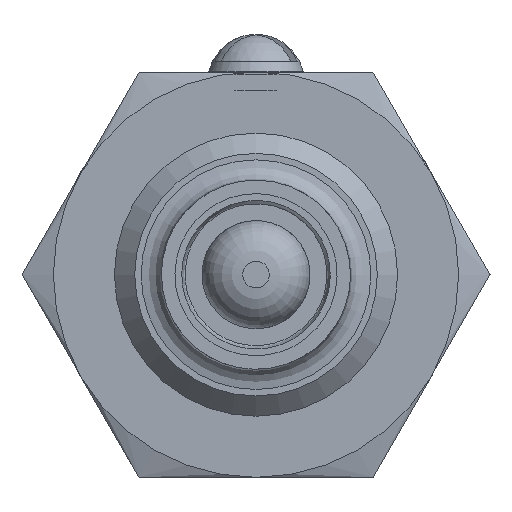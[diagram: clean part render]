
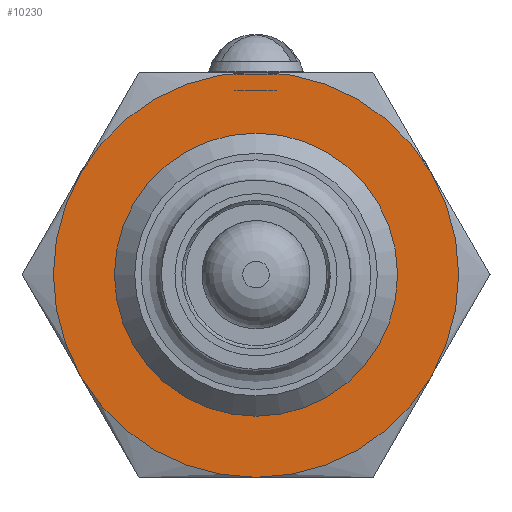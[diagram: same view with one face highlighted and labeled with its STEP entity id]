
A CAD part, left-side view. The second image highlights one B-rep face of the part: STEP entity #10230.
In plain terms, the highlighted planar face has unit normal (-1, 0, 0).
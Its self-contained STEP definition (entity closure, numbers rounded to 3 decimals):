
#663=CIRCLE('',#10994,10.);
#666=CIRCLE('',#11006,15.);
#667=CIRCLE('',#11007,15.);
#668=CIRCLE('',#11008,15.);
#669=CIRCLE('',#11009,15.);
#670=CIRCLE('',#11010,15.);
#671=CIRCLE('',#11011,15.);
#1892=ORIENTED_EDGE('',*,*,#3570,.T.);
#1893=ORIENTED_EDGE('',*,*,#3597,.F.);
#1894=ORIENTED_EDGE('',*,*,#3598,.F.);
#1895=ORIENTED_EDGE('',*,*,#3599,.F.);
#1896=ORIENTED_EDGE('',*,*,#3600,.F.);
#1897=ORIENTED_EDGE('',*,*,#3601,.F.);
#1898=ORIENTED_EDGE('',*,*,#3602,.F.);
#3570=EDGE_CURVE('',#4441,#4441,#663,.T.);
#3597=EDGE_CURVE('',#4450,#4454,#666,.T.);
#3598=EDGE_CURVE('',#4445,#4450,#667,.T.);
#3599=EDGE_CURVE('',#4460,#4445,#668,.T.);
#3600=EDGE_CURVE('',#4395,#4460,#669,.T.);
#3601=EDGE_CURVE('',#4458,#4395,#670,.T.);
#3602=EDGE_CURVE('',#4454,#4458,#671,.T.);
#4395=VERTEX_POINT('',#14683);
#4441=VERTEX_POINT('',#14819);
#4445=VERTEX_POINT('',#14833);
#4450=VERTEX_POINT('',#14857);
#4454=VERTEX_POINT('',#14879);
#4458=VERTEX_POINT('',#14901);
#4460=VERTEX_POINT('',#14920);
#5226=EDGE_LOOP('',(#1892));
#5227=EDGE_LOOP('',(#1893,#1894,#1895,#1896,#1897,#1898));
#6247=FACE_BOUND('',#5226,.T.);
#6248=FACE_BOUND('',#5227,.T.);
#7200=PLANE('',#11005);
#10230=ADVANCED_FACE('',(#6247,#6248),#7200,.F.);
#10994=AXIS2_PLACEMENT_3D('',#14818,#12215,#12216);
#11005=AXIS2_PLACEMENT_3D('',#14934,#12241,#12242);
#11006=AXIS2_PLACEMENT_3D('',#14935,#12243,#12244);
#11007=AXIS2_PLACEMENT_3D('',#14936,#12245,#12246);
#11008=AXIS2_PLACEMENT_3D('',#14937,#12247,#12248);
#11009=AXIS2_PLACEMENT_3D('',#14938,#12249,#12250);
#11010=AXIS2_PLACEMENT_3D('',#14939,#12251,#12252);
#11011=AXIS2_PLACEMENT_3D('',#14940,#12253,#12254);
#12215=DIRECTION('',(1.,0.,0.));
#12216=DIRECTION('',(0.,0.,-1.));
#12241=DIRECTION('',(1.,0.,0.));
#12242=DIRECTION('',(0.,0.,-1.));
#12243=DIRECTION('',(1.,0.,0.));
#12244=DIRECTION('',(0.,0.,-1.));
#12245=DIRECTION('',(1.,0.,0.));
#12246=DIRECTION('',(0.,0.,-1.));
#12247=DIRECTION('',(1.,0.,0.));
#12248=DIRECTION('',(0.,0.,-1.));
#12249=DIRECTION('',(1.,0.,0.));
#12250=DIRECTION('',(0.,0.,-1.));
#12251=DIRECTION('',(1.,0.,0.));
#12252=DIRECTION('',(0.,0.,-1.));
#12253=DIRECTION('',(1.,0.,0.));
#12254=DIRECTION('',(0.,0.,-1.));
#14683=CARTESIAN_POINT('',(13.,0.,15.));
#14818=CARTESIAN_POINT('',(13.,0.,0.));
#14819=CARTESIAN_POINT('',(13.,0.,-10.));
#14833=CARTESIAN_POINT('',(13.,-12.99,-7.5));
#14857=CARTESIAN_POINT('',(13.,0.,-15.));
#14879=CARTESIAN_POINT('',(13.,12.99,-7.5));
#14901=CARTESIAN_POINT('',(13.,12.99,7.5));
#14920=CARTESIAN_POINT('',(13.,-12.99,7.5));
#14934=CARTESIAN_POINT('',(13.,0.,9.));
#14935=CARTESIAN_POINT('',(13.,0.,0.));
#14936=CARTESIAN_POINT('',(13.,0.,0.));
#14937=CARTESIAN_POINT('',(13.,0.,0.));
#14938=CARTESIAN_POINT('',(13.,0.,0.));
#14939=CARTESIAN_POINT('',(13.,0.,0.));
#14940=CARTESIAN_POINT('',(13.,0.,0.));
